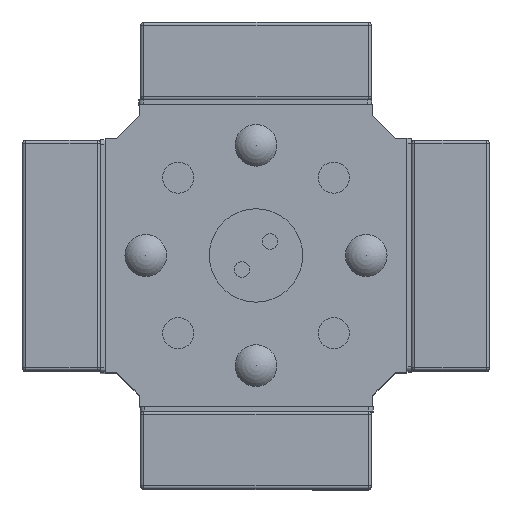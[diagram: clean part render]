
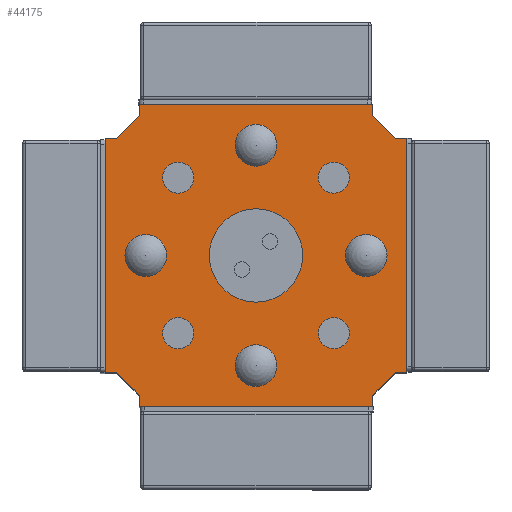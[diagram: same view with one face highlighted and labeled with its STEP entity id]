
A CAD part, top view. The second image highlights one B-rep face of the part: STEP entity #44175.
In plain terms, the highlighted planar face has unit normal (0, 0, 1).
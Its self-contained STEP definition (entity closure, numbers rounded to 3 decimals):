
#533=CARTESIAN_POINT('',(75.,97.0,200.0));
#534=VERTEX_POINT('',#533);
#541=CARTESIAN_POINT('',(75.,89.757,200.0));
#542=VERTEX_POINT('',#541);
#543=CARTESIAN_POINT('',(75.,97.0,200.0));
#544=DIRECTION('',(0.0,-1.0,0.0));
#545=VECTOR('',#544,7.243);
#546=LINE('',#543,#545);
#547=EDGE_CURVE('',#534,#542,#546,.T.);
#1012=CARTESIAN_POINT('',(97.,-75.,200.0));
#1013=VERTEX_POINT('',#1012);
#1020=CARTESIAN_POINT('',(89.757,-75.,200.0));
#1021=VERTEX_POINT('',#1020);
#1022=CARTESIAN_POINT('',(97.,-75.,200.0));
#1023=DIRECTION('',(-1.0,0.0,0.0));
#1024=VECTOR('',#1023,7.243);
#1025=LINE('',#1022,#1024);
#1026=EDGE_CURVE('',#1013,#1021,#1025,.T.);
#1455=CARTESIAN_POINT('',(-75.,-97.0,200.0));
#1456=VERTEX_POINT('',#1455);
#1463=CARTESIAN_POINT('',(-75.,-89.757,200.0));
#1464=VERTEX_POINT('',#1463);
#1465=CARTESIAN_POINT('',(-75.,-97.0,200.0));
#1466=DIRECTION('',(0.0,1.0,0.0));
#1467=VECTOR('',#1466,7.243);
#1468=LINE('',#1465,#1467);
#1469=EDGE_CURVE('',#1456,#1464,#1468,.T.);
#2828=CARTESIAN_POINT('',(60.,50.,200.0));
#2829=VERTEX_POINT('',#2828);
#2830=CARTESIAN_POINT('',(50.,50.,200.0));
#2831=DIRECTION('',(0.0,0.0,-1.0));
#2832=DIRECTION('',(-1.0,0.0,0.0));
#2833=AXIS2_PLACEMENT_3D('',#2830,#2831,#2832);
#2834=CIRCLE('',#2833,10.0);
#2835=EDGE_CURVE('',#2829,#2829,#2834,.T.);
#2865=CARTESIAN_POINT('',(60.,-50.,200.0));
#2866=VERTEX_POINT('',#2865);
#2867=CARTESIAN_POINT('',(50.,-50.,200.0));
#2868=DIRECTION('',(0.0,0.0,-1.0));
#2869=DIRECTION('',(-1.0,0.0,0.0));
#2870=AXIS2_PLACEMENT_3D('',#2867,#2868,#2869);
#2871=CIRCLE('',#2870,10.0);
#2872=EDGE_CURVE('',#2866,#2866,#2871,.T.);
#2902=CARTESIAN_POINT('',(-40.0,-50.0,200.0));
#2903=VERTEX_POINT('',#2902);
#2904=CARTESIAN_POINT('',(-50.0,-50.0,200.0));
#2905=DIRECTION('',(0.0,0.0,-1.0));
#2906=DIRECTION('',(-1.0,0.0,0.0));
#2907=AXIS2_PLACEMENT_3D('',#2904,#2905,#2906);
#2908=CIRCLE('',#2907,10.0);
#2909=EDGE_CURVE('',#2903,#2903,#2908,.T.);
#2939=CARTESIAN_POINT('',(-40.0,50.0,200.0));
#2940=VERTEX_POINT('',#2939);
#2941=CARTESIAN_POINT('',(-50.0,50.0,200.0));
#2942=DIRECTION('',(0.0,0.0,-1.0));
#2943=DIRECTION('',(-1.0,0.0,0.0));
#2944=AXIS2_PLACEMENT_3D('',#2941,#2942,#2943);
#2945=CIRCLE('',#2944,10.0);
#2946=EDGE_CURVE('',#2940,#2940,#2945,.T.);
#3050=CARTESIAN_POINT('',(29.99,0.,200.0));
#3051=VERTEX_POINT('',#3050);
#3052=CARTESIAN_POINT('',(0.0,0.0,200.0));
#3053=DIRECTION('',(0.0,0.0,-1.0));
#3054=DIRECTION('',(-1.0,0.0,0.0));
#3055=AXIS2_PLACEMENT_3D('',#3052,#3053,#3054);
#3056=CIRCLE('',#3055,29.99);
#3057=EDGE_CURVE('',#3051,#3051,#3056,.T.);
#3082=CARTESIAN_POINT('',(-84.219,0.,200.));
#3083=VERTEX_POINT('',#3082);
#3084=CARTESIAN_POINT('',(-70.8,0.,200.0));
#3085=DIRECTION('',(0.0,0.0,-1.0));
#3086=DIRECTION('',(0.0,1.0,0.0));
#3087=AXIS2_PLACEMENT_3D('',#3084,#3085,#3086);
#3088=CIRCLE('',#3087,13.419);
#3089=EDGE_CURVE('',#3083,#3083,#3088,.T.);
#3099=CARTESIAN_POINT('',(0.,84.219,200.));
#3100=VERTEX_POINT('',#3099);
#3101=CARTESIAN_POINT('',(0.,70.8,200.0));
#3102=DIRECTION('',(0.0,0.0,-1.0));
#3103=DIRECTION('',(0.0,1.0,0.0));
#3104=AXIS2_PLACEMENT_3D('',#3101,#3102,#3103);
#3105=CIRCLE('',#3104,13.419);
#3106=EDGE_CURVE('',#3100,#3100,#3105,.T.);
#3116=CARTESIAN_POINT('',(84.219,0.0,200.));
#3117=VERTEX_POINT('',#3116);
#3118=CARTESIAN_POINT('',(70.8,0.0,200.0));
#3119=DIRECTION('',(0.0,0.0,-1.0));
#3120=DIRECTION('',(0.0,1.0,0.0));
#3121=AXIS2_PLACEMENT_3D('',#3118,#3119,#3120);
#3122=CIRCLE('',#3121,13.419);
#3123=EDGE_CURVE('',#3117,#3117,#3122,.T.);
#3133=CARTESIAN_POINT('',(0.0,-84.219,200.0));
#3134=VERTEX_POINT('',#3133);
#3135=CARTESIAN_POINT('',(0.0,-70.8,200.0));
#3136=DIRECTION('',(0.0,0.0,-1.0));
#3137=DIRECTION('',(0.0,1.0,0.0));
#3138=AXIS2_PLACEMENT_3D('',#3135,#3136,#3137);
#3139=CIRCLE('',#3138,13.419);
#3140=EDGE_CURVE('',#3134,#3134,#3139,.T.);
#3609=CARTESIAN_POINT('',(-89.757,-75.,200.0));
#3610=VERTEX_POINT('',#3609);
#3617=CARTESIAN_POINT('',(-97.,-75.,200.0));
#3618=VERTEX_POINT('',#3617);
#3619=CARTESIAN_POINT('',(-89.757,-75.0,200.0));
#3620=DIRECTION('',(-1.0,0.0,0.0));
#3621=VECTOR('',#3620,7.243);
#3622=LINE('',#3619,#3621);
#3623=EDGE_CURVE('',#3610,#3618,#3622,.T.);
#5884=CARTESIAN_POINT('',(-97.,75.,200.0));
#5885=VERTEX_POINT('',#5884);
#5892=CARTESIAN_POINT('',(-89.757,75.,200.0));
#5893=VERTEX_POINT('',#5892);
#5894=CARTESIAN_POINT('',(-97.,75.,200.0));
#5895=DIRECTION('',(1.0,0.0,0.0));
#5896=VECTOR('',#5895,7.243);
#5897=LINE('',#5894,#5896);
#5898=EDGE_CURVE('',#5885,#5893,#5897,.T.);
#20684=CARTESIAN_POINT('',(-75.,89.757,200.0));
#20685=VERTEX_POINT('',#20684);
#20692=CARTESIAN_POINT('',(-75.,97.0,200.0));
#20693=VERTEX_POINT('',#20692);
#20694=CARTESIAN_POINT('',(-75.,89.757,200.0));
#20695=DIRECTION('',(0.0,1.0,0.0));
#20696=VECTOR('',#20695,7.243);
#20697=LINE('',#20694,#20696);
#20698=EDGE_CURVE('',#20685,#20693,#20697,.T.);
#20830=CARTESIAN_POINT('',(89.757,75.,200.0));
#20831=VERTEX_POINT('',#20830);
#20838=CARTESIAN_POINT('',(97.,75.,200.0));
#20839=VERTEX_POINT('',#20838);
#20840=CARTESIAN_POINT('',(89.757,75.0,200.0));
#20841=DIRECTION('',(1.0,0.0,0.0));
#20842=VECTOR('',#20841,7.243);
#20843=LINE('',#20840,#20842);
#20844=EDGE_CURVE('',#20831,#20839,#20843,.T.);
#25475=CARTESIAN_POINT('',(75.,-89.757,200.0));
#25476=VERTEX_POINT('',#25475);
#25483=CARTESIAN_POINT('',(75.,-97.0,200.0));
#25484=VERTEX_POINT('',#25483);
#25485=CARTESIAN_POINT('',(75.,-89.757,200.0));
#25486=DIRECTION('',(0.0,-1.0,0.0));
#25487=VECTOR('',#25486,7.243);
#25488=LINE('',#25485,#25487);
#25489=EDGE_CURVE('',#25476,#25484,#25488,.T.);
#43751=CARTESIAN_POINT('',(75.,89.757,200.0));
#43752=DIRECTION('',(0.707,-0.707,0.0));
#43753=VECTOR('',#43752,20.869);
#43754=LINE('',#43751,#43753);
#43755=EDGE_CURVE('',#542,#20831,#43754,.T.);
#43787=CARTESIAN_POINT('',(97.0,75.,200.0));
#43788=DIRECTION('',(0.0,-1.0,0.0));
#43789=VECTOR('',#43788,150.);
#43790=LINE('',#43787,#43789);
#43791=EDGE_CURVE('',#20839,#1013,#43790,.T.);
#43851=CARTESIAN_POINT('',(89.757,-75.0,200.0));
#43852=DIRECTION('',(-0.707,-0.707,0.0));
#43853=VECTOR('',#43852,20.869);
#43854=LINE('',#43851,#43853);
#43855=EDGE_CURVE('',#1021,#25476,#43854,.T.);
#43883=CARTESIAN_POINT('',(75.,-97.,200.0));
#43884=DIRECTION('',(-1.0,0.0,0.0));
#43885=VECTOR('',#43884,150.);
#43886=LINE('',#43883,#43885);
#43887=EDGE_CURVE('',#25484,#1456,#43886,.T.);
#43947=CARTESIAN_POINT('',(-75.,-89.757,200.0));
#43948=DIRECTION('',(-0.707,0.707,0.0));
#43949=VECTOR('',#43948,20.869);
#43950=LINE('',#43947,#43949);
#43951=EDGE_CURVE('',#1464,#3610,#43950,.T.);
#43983=CARTESIAN_POINT('',(-97.0,-75.,200.0));
#43984=DIRECTION('',(0.0,1.0,0.0));
#43985=VECTOR('',#43984,150.);
#43986=LINE('',#43983,#43985);
#43987=EDGE_CURVE('',#3618,#5885,#43986,.T.);
#44047=CARTESIAN_POINT('',(-89.757,75.0,200.0));
#44048=DIRECTION('',(0.707,0.707,0.0));
#44049=VECTOR('',#44048,20.869);
#44050=LINE('',#44047,#44049);
#44051=EDGE_CURVE('',#5893,#20685,#44050,.T.);
#44083=CARTESIAN_POINT('',(-75.,97.,200.0));
#44084=DIRECTION('',(1.0,0.0,0.0));
#44085=VECTOR('',#44084,150.);
#44086=LINE('',#44083,#44085);
#44087=EDGE_CURVE('',#20693,#534,#44086,.T.);
#44125=CARTESIAN_POINT('',(-46.739,46.739,200.0));
#44126=DIRECTION('',(0.0,0.0,1.0));
#44127=DIRECTION('',(1.0,0.0,0.0));
#44128=AXIS2_PLACEMENT_3D('',#44125,#44126,#44127);
#44129=PLANE('',#44128);
#44130=ORIENTED_EDGE('',*,*,#44087,.F.);
#44131=ORIENTED_EDGE('',*,*,#20698,.F.);
#44132=ORIENTED_EDGE('',*,*,#44051,.F.);
#44133=ORIENTED_EDGE('',*,*,#5898,.F.);
#44134=ORIENTED_EDGE('',*,*,#43987,.F.);
#44135=ORIENTED_EDGE('',*,*,#3623,.F.);
#44136=ORIENTED_EDGE('',*,*,#43951,.F.);
#44137=ORIENTED_EDGE('',*,*,#1469,.F.);
#44138=ORIENTED_EDGE('',*,*,#43887,.F.);
#44139=ORIENTED_EDGE('',*,*,#25489,.F.);
#44140=ORIENTED_EDGE('',*,*,#43855,.F.);
#44141=ORIENTED_EDGE('',*,*,#1026,.F.);
#44142=ORIENTED_EDGE('',*,*,#43791,.F.);
#44143=ORIENTED_EDGE('',*,*,#20844,.F.);
#44144=ORIENTED_EDGE('',*,*,#43755,.F.);
#44145=ORIENTED_EDGE('',*,*,#547,.F.);
#44146=EDGE_LOOP('',(#44130,#44131,#44132,#44133,#44134,#44135,#44136,#44137,#44138,#44139,#44140,#44141,#44142,#44143,#44144,#44145));
#44147=FACE_OUTER_BOUND('',#44146,.T.);
#44148=ORIENTED_EDGE('',*,*,#2835,.T.);
#44149=EDGE_LOOP('',(#44148));
#44150=FACE_BOUND('',#44149,.T.);
#44151=ORIENTED_EDGE('',*,*,#2872,.T.);
#44152=EDGE_LOOP('',(#44151));
#44153=FACE_BOUND('',#44152,.T.);
#44154=ORIENTED_EDGE('',*,*,#2909,.T.);
#44155=EDGE_LOOP('',(#44154));
#44156=FACE_BOUND('',#44155,.T.);
#44157=ORIENTED_EDGE('',*,*,#2946,.T.);
#44158=EDGE_LOOP('',(#44157));
#44159=FACE_BOUND('',#44158,.T.);
#44160=ORIENTED_EDGE('',*,*,#3057,.T.);
#44161=EDGE_LOOP('',(#44160));
#44162=FACE_BOUND('',#44161,.T.);
#44163=ORIENTED_EDGE('',*,*,#3089,.T.);
#44164=EDGE_LOOP('',(#44163));
#44165=FACE_BOUND('',#44164,.T.);
#44166=ORIENTED_EDGE('',*,*,#3106,.T.);
#44167=EDGE_LOOP('',(#44166));
#44168=FACE_BOUND('',#44167,.T.);
#44169=ORIENTED_EDGE('',*,*,#3123,.T.);
#44170=EDGE_LOOP('',(#44169));
#44171=FACE_BOUND('',#44170,.T.);
#44172=ORIENTED_EDGE('',*,*,#3140,.T.);
#44173=EDGE_LOOP('',(#44172));
#44174=FACE_BOUND('',#44173,.T.);
#44175=ADVANCED_FACE('',(#44147,#44150,#44153,#44156,#44159,#44162,#44165,#44168,#44171,#44174),#44129,.T.);
